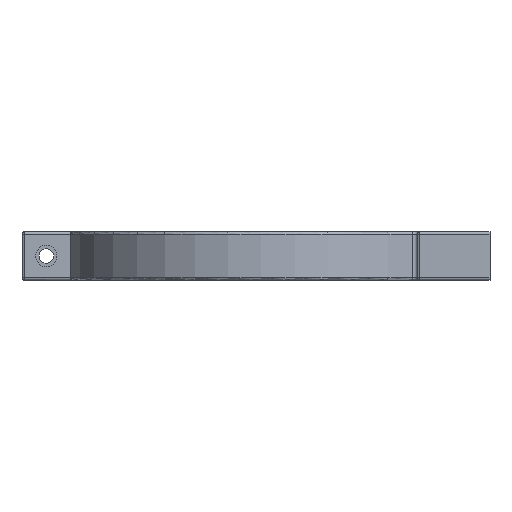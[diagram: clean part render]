
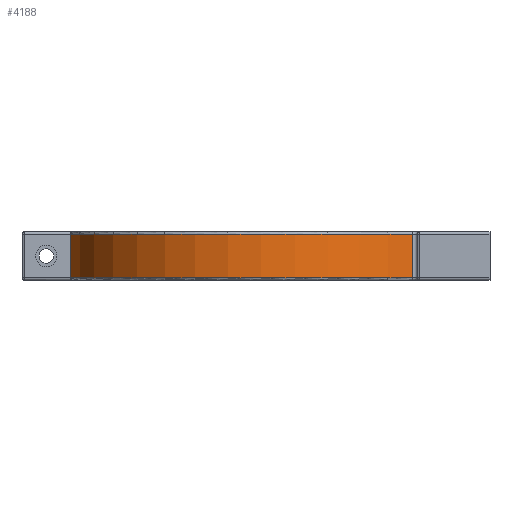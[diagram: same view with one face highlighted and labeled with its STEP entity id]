
A CAD part, left-side view. The second image highlights one B-rep face of the part: STEP entity #4188.
In plain terms, the highlighted cylindrical face has radius 41 mm (diameter 82 mm), a partial arc.
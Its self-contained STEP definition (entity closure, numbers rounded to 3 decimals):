
#985 = TOROIDAL_SURFACE('',#986,40.5,0.5);
#986 = AXIS2_PLACEMENT_3D('',#987,#988,#989);
#987 = CARTESIAN_POINT('',(5.,53.,-77.5));
#988 = DIRECTION('',(0.,0.,-1.));
#989 = DIRECTION('',(-0.654,-0.756,0.
    ));
#1406 = TOROIDAL_SURFACE('',#1407,40.5,0.5);
#1407 = AXIS2_PLACEMENT_3D('',#1408,#1409,#1410);
#1408 = CARTESIAN_POINT('',(5.,53.,-86.5));
#1409 = DIRECTION('',(0.,0.,1.));
#1410 = DIRECTION('',(-0.654,-0.756,
    0.));
#2489 = VERTEX_POINT('',#2490);
#2490 = CARTESIAN_POINT('',(-22.803,22.867,-77.5));
#2527 = CYLINDRICAL_SURFACE('',#2528,0.5);
#2528 = AXIS2_PLACEMENT_3D('',#2529,#2530,#2531);
#2529 = CARTESIAN_POINT('',(-23.142,22.5,-77.));
#2530 = DIRECTION('',(0.,0.,-1.));
#2531 = DIRECTION('',(0.,-1.,0.));
#2545 = VERTEX_POINT('',#2546);
#2546 = CARTESIAN_POINT('',(-2.5,93.308,-77.5));
#2612 = EDGE_CURVE('',#2489,#2545,#2613,.T.);
#2613 = SURFACE_CURVE('',#2614,(#2619,#2626),.PCURVE_S1.);
#2614 = CIRCLE('',#2615,41.);
#2615 = AXIS2_PLACEMENT_3D('',#2616,#2617,#2618);
#2616 = CARTESIAN_POINT('',(5.,53.,-77.5));
#2617 = DIRECTION('',(0.,0.,-1.));
#2618 = DIRECTION('',(-0.654,-0.756,
    0.));
#2619 = PCURVE('',#985,#2620);
#2620 = DEFINITIONAL_REPRESENTATION('',(#2621),#2625);
#2621 = LINE('',#2622,#2623);
#2622 = CARTESIAN_POINT('',(0.,6.283));
#2623 = VECTOR('',#2624,1.);
#2624 = DIRECTION('',(1.,0.));
#2625 = ( GEOMETRIC_REPRESENTATION_CONTEXT(2) 
PARAMETRIC_REPRESENTATION_CONTEXT() REPRESENTATION_CONTEXT('2D SPACE',''
  ) );
#2626 = PCURVE('',#2627,#2632);
#2627 = CYLINDRICAL_SURFACE('',#2628,41.);
#2628 = AXIS2_PLACEMENT_3D('',#2629,#2630,#2631);
#2629 = CARTESIAN_POINT('',(5.,53.,-77.));
#2630 = DIRECTION('',(0.,0.,1.));
#2631 = DIRECTION('',(0.,1.,0.));
#2632 = DEFINITIONAL_REPRESENTATION('',(#2633),#2637);
#2633 = LINE('',#2634,#2635);
#2634 = CARTESIAN_POINT('',(-3.855,-0.5));
#2635 = VECTOR('',#2636,1.);
#2636 = DIRECTION('',(-1.,0.));
#2637 = ( GEOMETRIC_REPRESENTATION_CONTEXT(2) 
PARAMETRIC_REPRESENTATION_CONTEXT() REPRESENTATION_CONTEXT('2D SPACE',''
  ) );
#2659 = PLANE('',#2660);
#2660 = AXIS2_PLACEMENT_3D('',#2661,#2662,#2663);
#2661 = CARTESIAN_POINT('',(-2.5,93.308,-77.));
#2662 = DIRECTION('',(1.,0.,0.));
#2663 = DIRECTION('',(0.,1.,0.));
#3248 = VERTEX_POINT('',#3249);
#3249 = CARTESIAN_POINT('',(-22.803,22.867,-86.5));
#3299 = VERTEX_POINT('',#3300);
#3300 = CARTESIAN_POINT('',(-2.5,93.308,-86.5));
#3378 = EDGE_CURVE('',#3248,#3299,#3379,.T.);
#3379 = SURFACE_CURVE('',#3380,(#3385,#3392),.PCURVE_S1.);
#3380 = CIRCLE('',#3381,41.);
#3381 = AXIS2_PLACEMENT_3D('',#3382,#3383,#3384);
#3382 = CARTESIAN_POINT('',(5.,53.,-86.5));
#3383 = DIRECTION('',(0.,0.,-1.));
#3384 = DIRECTION('',(-0.654,-0.756,
    0.));
#3385 = PCURVE('',#1406,#3386);
#3386 = DEFINITIONAL_REPRESENTATION('',(#3387),#3391);
#3387 = LINE('',#3388,#3389);
#3388 = CARTESIAN_POINT('',(-0.,6.283));
#3389 = VECTOR('',#3390,1.);
#3390 = DIRECTION('',(-1.,0.));
#3391 = ( GEOMETRIC_REPRESENTATION_CONTEXT(2) 
PARAMETRIC_REPRESENTATION_CONTEXT() REPRESENTATION_CONTEXT('2D SPACE',''
  ) );
#3392 = PCURVE('',#2627,#3393);
#3393 = DEFINITIONAL_REPRESENTATION('',(#3394),#3398);
#3394 = LINE('',#3395,#3396);
#3395 = CARTESIAN_POINT('',(-3.855,-9.5));
#3396 = VECTOR('',#3397,1.);
#3397 = DIRECTION('',(-1.,0.));
#3398 = ( GEOMETRIC_REPRESENTATION_CONTEXT(2) 
PARAMETRIC_REPRESENTATION_CONTEXT() REPRESENTATION_CONTEXT('2D SPACE',''
  ) );
#4167 = EDGE_CURVE('',#2489,#3248,#4168,.T.);
#4168 = SURFACE_CURVE('',#4169,(#4173,#4180),.PCURVE_S1.);
#4169 = LINE('',#4170,#4171);
#4170 = CARTESIAN_POINT('',(-22.803,22.867,-77.));
#4171 = VECTOR('',#4172,1.);
#4172 = DIRECTION('',(0.,0.,-1.));
#4173 = PCURVE('',#2527,#4174);
#4174 = DEFINITIONAL_REPRESENTATION('',(#4175),#4179);
#4175 = LINE('',#4176,#4177);
#4176 = CARTESIAN_POINT('',(-2.396,0.));
#4177 = VECTOR('',#4178,1.);
#4178 = DIRECTION('',(-0.,1.));
#4179 = ( GEOMETRIC_REPRESENTATION_CONTEXT(2) 
PARAMETRIC_REPRESENTATION_CONTEXT() REPRESENTATION_CONTEXT('2D SPACE',''
  ) );
#4180 = PCURVE('',#2627,#4181);
#4181 = DEFINITIONAL_REPRESENTATION('',(#4182),#4186);
#4182 = LINE('',#4183,#4184);
#4183 = CARTESIAN_POINT('',(-3.887,0.));
#4184 = VECTOR('',#4185,1.);
#4185 = DIRECTION('',(-0.,-1.));
#4186 = ( GEOMETRIC_REPRESENTATION_CONTEXT(2) 
PARAMETRIC_REPRESENTATION_CONTEXT() REPRESENTATION_CONTEXT('2D SPACE',''
  ) );
#4188 = ADVANCED_FACE('',(#4189),#2627,.T.);
#4189 = FACE_BOUND('',#4190,.F.);
#4190 = EDGE_LOOP('',(#4191,#4212,#4213,#4214));
#4191 = ORIENTED_EDGE('',*,*,#4192,.F.);
#4192 = EDGE_CURVE('',#2545,#3299,#4193,.T.);
#4193 = SURFACE_CURVE('',#4194,(#4198,#4205),.PCURVE_S1.);
#4194 = LINE('',#4195,#4196);
#4195 = CARTESIAN_POINT('',(-2.5,93.308,-77.));
#4196 = VECTOR('',#4197,1.);
#4197 = DIRECTION('',(0.,0.,-1.));
#4198 = PCURVE('',#2627,#4199);
#4199 = DEFINITIONAL_REPRESENTATION('',(#4200),#4204);
#4200 = LINE('',#4201,#4202);
#4201 = CARTESIAN_POINT('',(-6.099,0.));
#4202 = VECTOR('',#4203,1.);
#4203 = DIRECTION('',(-0.,-1.));
#4204 = ( GEOMETRIC_REPRESENTATION_CONTEXT(2) 
PARAMETRIC_REPRESENTATION_CONTEXT() REPRESENTATION_CONTEXT('2D SPACE',''
  ) );
#4205 = PCURVE('',#2659,#4206);
#4206 = DEFINITIONAL_REPRESENTATION('',(#4207),#4211);
#4207 = LINE('',#4208,#4209);
#4208 = CARTESIAN_POINT('',(0.,0.));
#4209 = VECTOR('',#4210,1.);
#4210 = DIRECTION('',(0.,-1.));
#4211 = ( GEOMETRIC_REPRESENTATION_CONTEXT(2) 
PARAMETRIC_REPRESENTATION_CONTEXT() REPRESENTATION_CONTEXT('2D SPACE',''
  ) );
#4212 = ORIENTED_EDGE('',*,*,#2612,.F.);
#4213 = ORIENTED_EDGE('',*,*,#4167,.T.);
#4214 = ORIENTED_EDGE('',*,*,#3378,.T.);
